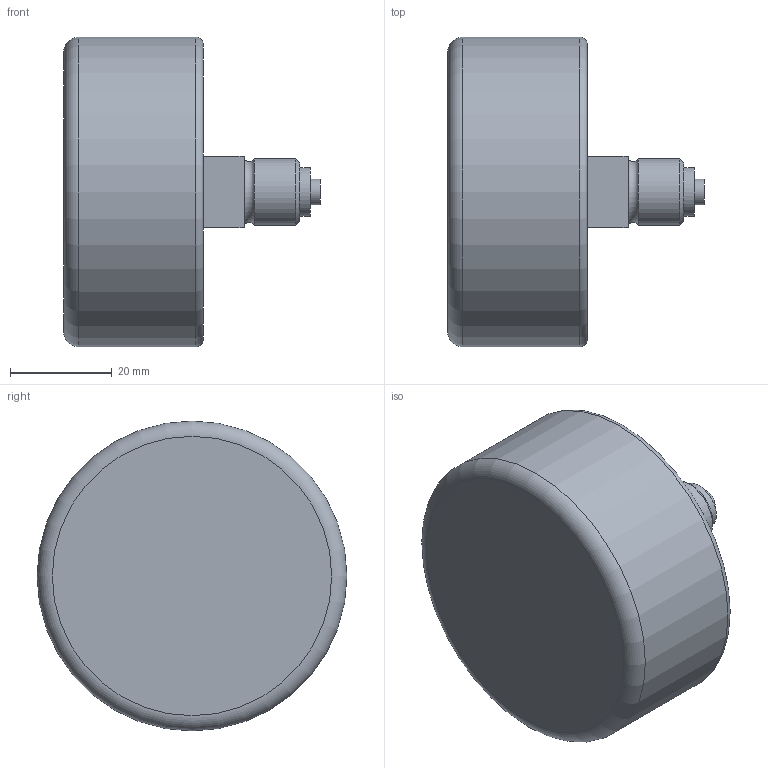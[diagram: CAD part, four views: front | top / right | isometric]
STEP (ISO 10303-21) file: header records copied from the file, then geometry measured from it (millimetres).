
FILE_DESCRIPTION(/* description */ ('STEP AP214'),/* implementation_level */ '2;1');
FILE_NAME(/* name */ '162844_MA-63-1-1_4-EN',/* time_stamp */ '2024-09-05T04:14:34+02:00',/* author */ ('License CC BY-ND 4.0'),/* organization */ ('CADENAS'),/* preprocessor_version */ 'ST-DEVELOPER v19.3',/* originating_system */ 'PARTsolutions',/* authorisation */ ' ');
FILE_SCHEMA (('AUTOMOTIVE_DESIGN {1 0 10303 214 3 1 1}'));
Length unit declared in the file: millimetre
Products named in the file (1): 162844 MA-63-1-1/4-EN
Bounding box: 50.5 x 61 x 61 mm (x, y, z)
Volume: 83107.8 mm3; surface area: 11726.4 mm2
Topology: 1 solids, 1 shells, 18 faces, 32 edges, 20 vertices
Faces by surface type: plane 10, cylinder 4, torus 3, cone 1
Full cylindrical faces by diameter (mm): 5 x1, 9.5 x1, 13.157 x1, 61 x1
Entity records: 426 total; most frequent: DIRECTION 74, CARTESIAN_POINT 63, ORIENTED_EDGE 48, AXIS2_PLACEMENT_3D 31, EDGE_LOOP 30, FACE_BOUND 30, EDGE_CURVE 24, VERTEX_POINT 20
